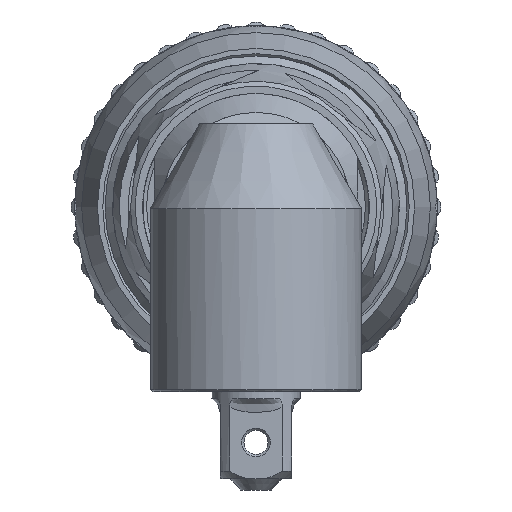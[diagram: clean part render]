
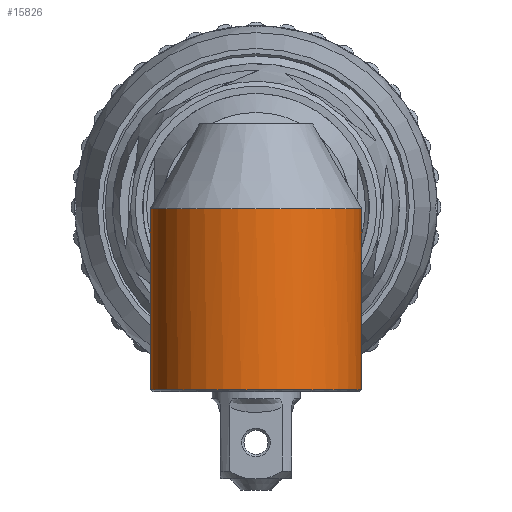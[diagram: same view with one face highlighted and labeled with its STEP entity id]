
A CAD part, front view. The second image highlights one B-rep face of the part: STEP entity #15826.
In plain terms, the highlighted cylindrical face has radius 14 mm (diameter 28 mm), a full revolution.
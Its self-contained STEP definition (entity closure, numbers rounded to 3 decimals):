
#225=ELLIPSE('',#17709,16.166,14.);
#390=B_SPLINE_CURVE_WITH_KNOTS('',3,(#28919,#28920,#28921,#28922,#28923,
#28924,#28925,#28926,#28927,#28928,#28929,#28930,#28931,#28932),
 .UNSPECIFIED.,.F.,.F.,(4,2,2,2,2,2,4),(6.683,6.784,
7.289,7.56,7.83,8.101,8.346),
 .UNSPECIFIED.);
#391=B_SPLINE_CURVE_WITH_KNOTS('',3,(#28939,#28940,#28941,#28942,#28943,
#28944,#28945,#28946,#28947,#28948,#28949,#28950,#28951,#28952),
 .UNSPECIFIED.,.F.,.F.,(4,2,2,2,2,2,4),(4.212,4.457,
4.727,4.998,5.269,5.774,5.875),
 .UNSPECIFIED.);
#1232=LINE('',#28970,#2091);
#1234=LINE('',#28974,#2093);
#2091=VECTOR('',#22166,10.);
#2093=VECTOR('',#22172,10.);
#2980=FACE_BOUND('',#5054,.T.);
#3853=FACE_OUTER_BOUND('',#5053,.T.);
#5053=EDGE_LOOP('',(#13296,#13297,#13298,#13299,#13300,#13301));
#5054=EDGE_LOOP('',(#13302));
#6051=CIRCLE('',#17700,14.);
#6066=CIRCLE('',#17741,14.);
#7366=VERTEX_POINT('',#28869);
#7367=VERTEX_POINT('',#28880);
#7373=VERTEX_POINT('',#28917);
#7376=VERTEX_POINT('',#28938);
#7379=VERTEX_POINT('',#28961);
#7380=VERTEX_POINT('',#28963);
#7395=VERTEX_POINT('',#29016);
#9377=EDGE_CURVE('',#7367,#7366,#6051,.T.);
#9385=EDGE_CURVE('',#7373,#7366,#390,.T.);
#9389=EDGE_CURVE('',#7367,#7376,#391,.T.);
#9395=EDGE_CURVE('',#7380,#7379,#225,.T.);
#9399=EDGE_CURVE('',#7379,#7376,#1232,.T.);
#9401=EDGE_CURVE('',#7373,#7380,#1234,.T.);
#9415=EDGE_CURVE('',#7395,#7395,#6066,.T.);
#13296=ORIENTED_EDGE('',*,*,#9401,.T.);
#13297=ORIENTED_EDGE('',*,*,#9395,.T.);
#13298=ORIENTED_EDGE('',*,*,#9399,.T.);
#13299=ORIENTED_EDGE('',*,*,#9389,.F.);
#13300=ORIENTED_EDGE('',*,*,#9377,.T.);
#13301=ORIENTED_EDGE('',*,*,#9385,.F.);
#13302=ORIENTED_EDGE('',*,*,#9415,.F.);
#14031=CYLINDRICAL_SURFACE('',#17740,14.);
#15826=ADVANCED_FACE('',(#3853,#2980),#14031,.T.);
#17700=AXIS2_PLACEMENT_3D('',#28881,#22134,#22135);
#17709=AXIS2_PLACEMENT_3D('',#28964,#22159,#22160);
#17740=AXIS2_PLACEMENT_3D('',#29015,#22227,#22228);
#17741=AXIS2_PLACEMENT_3D('',#29017,#22229,#22230);
#22134=DIRECTION('center_axis',(0.,0.,
-1.));
#22135=DIRECTION('ref_axis',(0.,-1.,0.));
#22159=DIRECTION('center_axis',(0.,0.5,-0.866));
#22160=DIRECTION('ref_axis',(0.,-0.866,-0.5));
#22166=DIRECTION('',(0.,0.,1.));
#22172=DIRECTION('',(0.,0.,-1.));
#22227=DIRECTION('center_axis',(0.,0.,
1.));
#22228=DIRECTION('ref_axis',(-0.766,-0.643,0.));
#22229=DIRECTION('center_axis',(0.,0.,
-1.));
#22230=DIRECTION('ref_axis',(-0.766,-0.643,0.));
#28869=CARTESIAN_POINT('',(-12.497,6.31,-0.258));
#28880=CARTESIAN_POINT('',(12.497,6.31,-0.258));
#28881=CARTESIAN_POINT('Origin',(0.,0.,
-0.258));
#28917=CARTESIAN_POINT('',(-4.,13.416,-11.843));
#28919=CARTESIAN_POINT('Ctrl Pts',(-4.,13.416,-11.843));
#28920=CARTESIAN_POINT('Ctrl Pts',(-4.32,13.321,-11.735));
#28921=CARTESIAN_POINT('Ctrl Pts',(-4.634,13.215,-11.614));
#28922=CARTESIAN_POINT('Ctrl Pts',(-6.471,12.522,-10.824));
#28923=CARTESIAN_POINT('Ctrl Pts',(-7.807,11.697,-9.87));
#28924=CARTESIAN_POINT('Ctrl Pts',(-9.392,10.407,-8.286));
#28925=CARTESIAN_POINT('Ctrl Pts',(-9.902,9.919,-7.671));
#28926=CARTESIAN_POINT('Ctrl Pts',(-10.798,8.935,-6.347));
#28927=CARTESIAN_POINT('Ctrl Pts',(-11.185,8.438,-5.639));
#28928=CARTESIAN_POINT('Ctrl Pts',(-11.817,7.527,-4.153));
#28929=CARTESIAN_POINT('Ctrl Pts',(-12.064,7.113,-3.378));
#28930=CARTESIAN_POINT('Ctrl Pts',(-12.388,6.53,-1.831));
#28931=CARTESIAN_POINT('Ctrl Pts',(-12.481,6.343,-1.065));
#28932=CARTESIAN_POINT('Ctrl Pts',(-12.497,6.31,-0.258));
#28938=CARTESIAN_POINT('',(4.,13.416,-11.843));
#28939=CARTESIAN_POINT('Ctrl Pts',(12.497,6.31,-0.258));
#28940=CARTESIAN_POINT('Ctrl Pts',(12.481,6.343,-1.065));
#28941=CARTESIAN_POINT('Ctrl Pts',(12.388,6.53,-1.831));
#28942=CARTESIAN_POINT('Ctrl Pts',(12.064,7.113,-3.378));
#28943=CARTESIAN_POINT('Ctrl Pts',(11.817,7.527,-4.153));
#28944=CARTESIAN_POINT('Ctrl Pts',(11.185,8.438,-5.639));
#28945=CARTESIAN_POINT('Ctrl Pts',(10.798,8.935,-6.347));
#28946=CARTESIAN_POINT('Ctrl Pts',(9.902,9.919,-7.671));
#28947=CARTESIAN_POINT('Ctrl Pts',(9.392,10.407,-8.286));
#28948=CARTESIAN_POINT('Ctrl Pts',(7.807,11.697,-9.87));
#28949=CARTESIAN_POINT('Ctrl Pts',(6.471,12.522,-10.824));
#28950=CARTESIAN_POINT('Ctrl Pts',(4.634,13.215,-11.614));
#28951=CARTESIAN_POINT('Ctrl Pts',(4.32,13.321,-11.735));
#28952=CARTESIAN_POINT('Ctrl Pts',(4.,13.416,-11.843));
#28961=CARTESIAN_POINT('',(4.,13.416,-17.837));
#28963=CARTESIAN_POINT('',(-4.,13.416,-17.837));
#28964=CARTESIAN_POINT('Origin',(0.,0.,
-25.583));
#28970=CARTESIAN_POINT('',(4.,13.416,-11.379));
#28974=CARTESIAN_POINT('',(-4.,13.416,-11.379));
#29015=CARTESIAN_POINT('Origin',(0.,0.,
-24.5));
#29016=CARTESIAN_POINT('',(10.718,9.007,-24.2));
#29017=CARTESIAN_POINT('Origin',(0.,0.,
-24.2));
